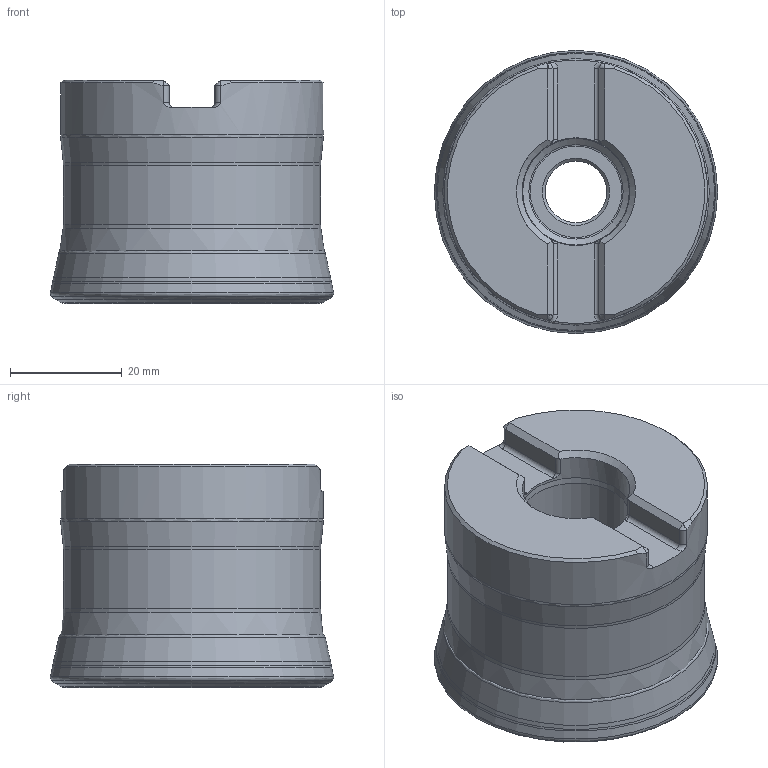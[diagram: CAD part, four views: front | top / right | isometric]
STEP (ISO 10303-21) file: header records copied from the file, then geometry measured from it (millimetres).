
FILE_DESCRIPTION(/* description */ (''),/* implementation_level */ '2;1');
FILE_NAME(/* name */ '200A07R_ISMOBN10_C_203904907ndi000_00_SIM.stp',/* time_stamp */ '2021-12-22T11:07:00+01:00',/* author */ (''),/* organization */ (''),/* preprocessor_version */ 'ST-DEVELOPER v16.7',/* originating_system */ 'SIEMENS PLM Software NX 12.0',/* authorisation */ '');
FILE_SCHEMA (('AUTOMOTIVE_DESIGN { 1 0 10303 214 3 1 1 1 }'));
Length unit declared in the file: millimetre
Products named in the file (1): fo343960DD1Didc0
Bounding box: 50.64 x 50.6 x 40 mm (x, y, z)
Volume: 63700.8 mm3; surface area: 14893.7 mm2
Topology: 2 solids, 2 shells, 120 faces, 276 edges, 155 vertices
Faces by surface type: revolution 34, cylinder 28, torus 20, plane 19, cone 19
Full cylindrical faces by diameter (mm): 11 x1, 16 x1, 19.056 x1, 19.25 x1, 45.941 x1, 47 x1
Entity records: 3326 total; most frequent: CARTESIAN_POINT 902, DIRECTION 498, ORIENTED_EDGE 398, AXIS2_PLACEMENT_3D 206, EDGE_CURVE 199, EDGE_LOOP 186, VERTEX_POINT 145, FACE_BOUND 132
